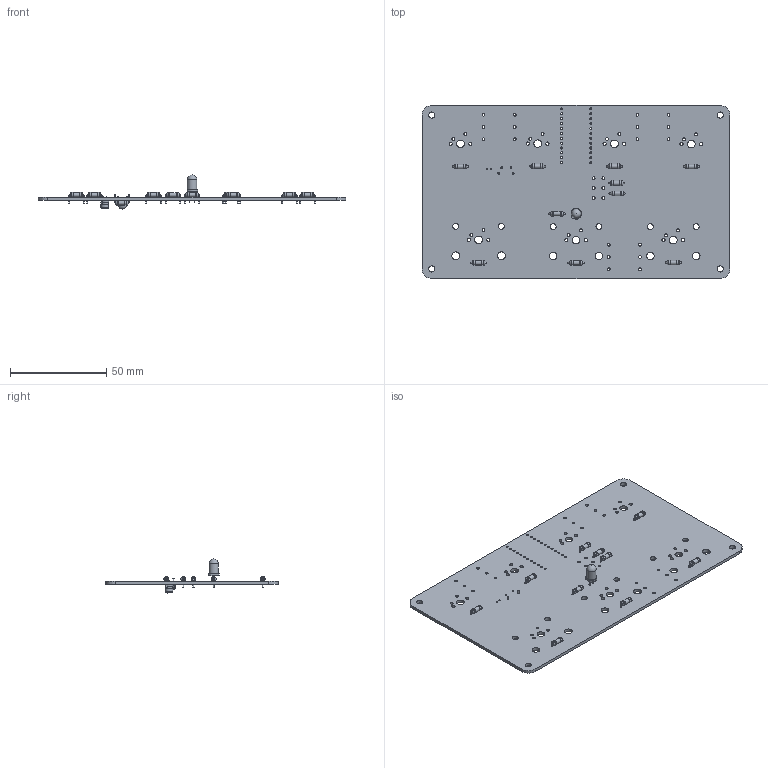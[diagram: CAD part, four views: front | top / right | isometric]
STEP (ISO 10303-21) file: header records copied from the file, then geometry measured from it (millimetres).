
FILE_DESCRIPTION(('KiCad electronic assembly'),'2;1');
FILE_NAME('WPP Control box.step','2021-10-05T10:43:53',('An Author'),( 'A Company'),'Open CASCADE STEP processor 6.9', 'KiCad to STEP converter','Unknown');
FILE_SCHEMA(('AUTOMOTIVE_DESIGN { 1 0 10303 214 1 1 1 1 }'));
Length unit declared in the file: millimetre
Products named in the file (10): Open CASCADE STEP translator 6.9 1; R_Axial_DIN0207_L6.3mm_D2.5mm_P7.62mm_Horizontal; SOLID; LED_D5.0mm; CP_Radial_D4.0mm_P2.00mm; C_Disc_D4.3mm_W1.9mm_P5.00mm; COMPOUND
Assembly tree (19 placements, depth 3):
  Open CASCADE STEP translator 6.9 1
    R_Axial_DIN0207_L6.3mm_D2.5mm_P7.62mm_Horizontal  x11
      SOLID
    LED_D5.0mm
      SOLID
    CP_Radial_D4.0mm_P2.00mm
      SOLID
    C_Disc_D4.3mm_W1.9mm_P5.00mm
      SOLID
    COMPOUND
Bounding box: 160 x 90 x 17.7 mm (x, y, z)
Volume: 22953.6 mm3; surface area: 30969.5 mm2
Topology: 15 solids, 16 shells, 382 faces, 845 edges, 541 vertices
Faces by surface type: cylinder 206, plane 111, torus 46, revolution 8, bspline 8, sphere 3
Full cylindrical faces by diameter (mm): 0.3 x2, 0.5 x4, 0.6 x24, 0.8 x24, 0.9 x2, 1.1 x24, 1.4 x18, 1.5 x20, 1.7 x14, 2.25 x11, 2.5 x22, 3.05 x6, 3.2 x4, 4 x13, 4.9 x1
Entity records: 20343 total; most frequent: CARTESIAN_POINT 6382, DIRECTION 2544, ORIENTED_EDGE 1224, PCURVE 1224, DEFINITIONAL_REPRESENTATION 1224, LINE 1075, VECTOR 1075, CIRCLE 641
